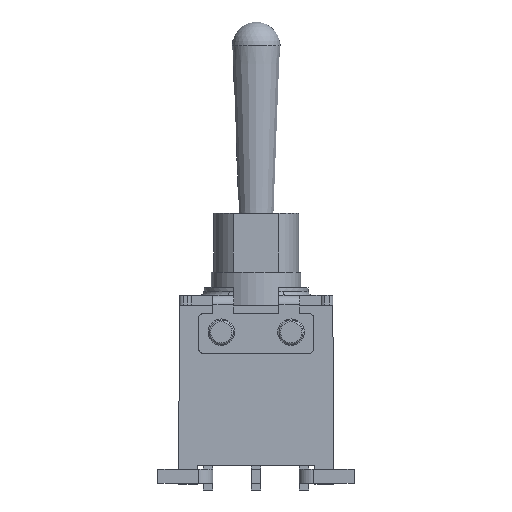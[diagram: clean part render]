
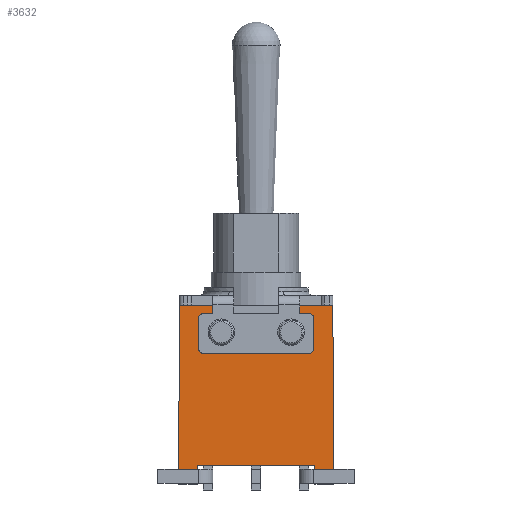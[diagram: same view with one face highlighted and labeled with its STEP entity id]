
A CAD part, left-side view. The second image highlights one B-rep face of the part: STEP entity #3632.
In plain terms, the highlighted planar face has unit normal (-1, 0, 0).
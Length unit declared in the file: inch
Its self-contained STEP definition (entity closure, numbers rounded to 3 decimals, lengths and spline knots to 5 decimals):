
#2208=CARTESIAN_POINT('',(-0.11793,0.12205,0.28615));
#2209=VERTEX_POINT('',#2208);
#2216=CARTESIAN_POINT('',(-0.11793,0.12205,0.30308));
#2217=VERTEX_POINT('',#2216);
#2218=CARTESIAN_POINT('',(-0.11793,0.12205,0.30308));
#2219=DIRECTION('',(0.0,0.0,-1.0));
#2220=VECTOR('',#2219,0.01693);
#2221=LINE('',#2218,#2220);
#2222=EDGE_CURVE('',#2217,#2209,#2221,.T.);
#2253=CARTESIAN_POINT('',(-0.11793,0.30315,0.30308));
#2254=VERTEX_POINT('',#2253);
#2261=CARTESIAN_POINT('',(-0.11793,0.30315,0.28615));
#2262=VERTEX_POINT('',#2261);
#2263=CARTESIAN_POINT('',(-0.11793,0.30315,0.28615));
#2264=DIRECTION('',(0.0,0.0,1.0));
#2265=VECTOR('',#2264,0.01693);
#2266=LINE('',#2263,#2265);
#2267=EDGE_CURVE('',#2262,#2254,#2266,.T.);
#2340=CARTESIAN_POINT('',(-0.11793,0.32284,0.28615));
#2341=VERTEX_POINT('',#2340);
#2342=CARTESIAN_POINT('',(-0.11793,0.32284,0.28615));
#2343=DIRECTION('',(0.0,-1.0,0.0));
#2344=VECTOR('',#2343,0.01969);
#2345=LINE('',#2342,#2344);
#2346=EDGE_CURVE('',#2341,#2262,#2345,.T.);
#2365=CARTESIAN_POINT('',(-0.11793,0.10237,0.28615));
#2366=VERTEX_POINT('',#2365);
#2373=CARTESIAN_POINT('',(-0.11793,0.12205,0.28615));
#2374=DIRECTION('',(0.0,-1.0,0.0));
#2375=VECTOR('',#2374,0.01969);
#2376=LINE('',#2373,#2375);
#2377=EDGE_CURVE('',#2209,#2366,#2376,.T.);
#2388=CARTESIAN_POINT('',(-0.11793,0.09252,0.27631));
#2389=VERTEX_POINT('',#2388);
#2396=CARTESIAN_POINT('',(-0.11793,0.10237,0.27631));
#2397=DIRECTION('',(1.0,0.0,0.0));
#2398=DIRECTION('',(0.0,1.0,0.0));
#2399=AXIS2_PLACEMENT_3D('',#2396,#2397,#2398);
#2400=CIRCLE('',#2399,0.00984);
#2401=EDGE_CURVE('',#2366,#2389,#2400,.T.);
#2413=CARTESIAN_POINT('',(-0.11793,0.09252,0.21253));
#2414=VERTEX_POINT('',#2413);
#2421=CARTESIAN_POINT('',(-0.11793,0.09252,0.27631));
#2422=DIRECTION('',(0.0,0.0,-1.0));
#2423=VECTOR('',#2422,0.06378);
#2424=LINE('',#2421,#2423);
#2425=EDGE_CURVE('',#2389,#2414,#2424,.T.);
#2437=CARTESIAN_POINT('',(-0.11793,0.10237,0.20268));
#2438=VERTEX_POINT('',#2437);
#2445=CARTESIAN_POINT('',(-0.11793,0.10237,0.21253));
#2446=DIRECTION('',(1.0,0.0,0.0));
#2447=DIRECTION('',(0.0,0.0,1.0));
#2448=AXIS2_PLACEMENT_3D('',#2445,#2446,#2447);
#2449=CIRCLE('',#2448,0.00984);
#2450=EDGE_CURVE('',#2414,#2438,#2449,.T.);
#2462=CARTESIAN_POINT('',(-0.11793,0.32284,0.20268));
#2463=VERTEX_POINT('',#2462);
#2470=CARTESIAN_POINT('',(-0.11793,0.10237,0.20268));
#2471=DIRECTION('',(0.0,1.0,0.0));
#2472=VECTOR('',#2471,0.22047);
#2473=LINE('',#2470,#2472);
#2474=EDGE_CURVE('',#2438,#2463,#2473,.T.);
#2486=CARTESIAN_POINT('',(-0.11793,0.33268,0.21253));
#2487=VERTEX_POINT('',#2486);
#2494=CARTESIAN_POINT('',(-0.11793,0.32284,0.21253));
#2495=DIRECTION('',(1.0,0.0,0.0));
#2496=DIRECTION('',(0.0,-1.0,0.0));
#2497=AXIS2_PLACEMENT_3D('',#2494,#2495,#2496);
#2498=CIRCLE('',#2497,0.00984);
#2499=EDGE_CURVE('',#2463,#2487,#2498,.T.);
#2511=CARTESIAN_POINT('',(-0.11793,0.33268,0.27631));
#2512=VERTEX_POINT('',#2511);
#2519=CARTESIAN_POINT('',(-0.11793,0.33268,0.21253));
#2520=DIRECTION('',(0.0,0.0,1.0));
#2521=VECTOR('',#2520,0.06378);
#2522=LINE('',#2519,#2521);
#2523=EDGE_CURVE('',#2487,#2512,#2522,.T.);
#2536=CARTESIAN_POINT('',(-0.11793,0.32284,0.27631));
#2537=DIRECTION('',(1.0,0.0,0.0));
#2538=DIRECTION('',(0.0,0.0,-1.0));
#2539=AXIS2_PLACEMENT_3D('',#2536,#2537,#2538);
#2540=CIRCLE('',#2539,0.00984);
#2541=EDGE_CURVE('',#2512,#2341,#2540,.T.);
#2862=CARTESIAN_POINT('',(-0.11793,0.37261,0.30308));
#2863=VERTEX_POINT('',#2862);
#2870=CARTESIAN_POINT('',(-0.11793,0.37261,0.30308));
#2871=DIRECTION('',(0.0,-1.0,0.0));
#2872=VECTOR('',#2871,0.06946);
#2873=LINE('',#2870,#2872);
#2874=EDGE_CURVE('',#2863,#2254,#2873,.T.);
#2879=CARTESIAN_POINT('',(-0.11793,0.05253,0.30308));
#2880=VERTEX_POINT('',#2879);
#2881=CARTESIAN_POINT('',(-0.11793,0.12205,0.30308));
#2882=DIRECTION('',(0.0,-1.0,0.0));
#2883=VECTOR('',#2882,0.06952);
#2884=LINE('',#2881,#2883);
#2885=EDGE_CURVE('',#2217,#2880,#2884,.T.);
#3234=CARTESIAN_POINT('',(-0.11793,0.37458,-0.07054));
#3235=VERTEX_POINT('',#3234);
#3242=CARTESIAN_POINT('',(-0.11793,0.37458,-0.03117));
#3243=VERTEX_POINT('',#3242);
#3244=CARTESIAN_POINT('',(-0.11793,0.37458,-0.07054));
#3245=DIRECTION('',(0.0,0.0,1.0));
#3246=VECTOR('',#3245,0.03937);
#3247=LINE('',#3244,#3246);
#3248=EDGE_CURVE('',#3235,#3243,#3247,.T.);
#3320=CARTESIAN_POINT('',(-0.11793,0.33521,-0.07054));
#3321=VERTEX_POINT('',#3320);
#3328=CARTESIAN_POINT('',(-0.11793,0.33521,-0.07054));
#3329=DIRECTION('',(0.0,1.0,0.0));
#3330=VECTOR('',#3329,0.03937);
#3331=LINE('',#3328,#3330);
#3332=EDGE_CURVE('',#3321,#3235,#3331,.T.);
#3392=CARTESIAN_POINT('',(-0.11793,0.33521,-0.03117));
#3393=VERTEX_POINT('',#3392);
#3400=CARTESIAN_POINT('',(-0.11793,0.33521,-0.03117));
#3401=DIRECTION('',(0.0,0.0,-1.0));
#3402=VECTOR('',#3401,0.03937);
#3403=LINE('',#3400,#3402);
#3404=EDGE_CURVE('',#3393,#3321,#3403,.T.);
#3439=CARTESIAN_POINT('',(-0.11793,0.08993,-0.03117));
#3440=VERTEX_POINT('',#3439);
#3447=CARTESIAN_POINT('',(-0.11793,0.08993,-0.03117));
#3448=DIRECTION('',(0.0,1.0,0.0));
#3449=VECTOR('',#3448,0.24528);
#3450=LINE('',#3447,#3449);
#3451=EDGE_CURVE('',#3440,#3393,#3450,.T.);
#3495=CARTESIAN_POINT('',(-0.11793,0.37458,-0.03117));
#3496=DIRECTION('',(0.0,-0.006,1.));
#3497=VECTOR('',#3496,0.33425);
#3498=LINE('',#3495,#3497);
#3499=EDGE_CURVE('',#3243,#2863,#3498,.T.);
#3519=CARTESIAN_POINT('',(-0.11793,0.05056,-0.03117));
#3520=VERTEX_POINT('',#3519);
#3521=CARTESIAN_POINT('',(-0.11793,0.05253,0.30308));
#3522=DIRECTION('',(0.0,-0.006,-1.));
#3523=VECTOR('',#3522,0.33425);
#3524=LINE('',#3521,#3523);
#3525=EDGE_CURVE('',#2880,#3520,#3524,.T.);
#3544=CARTESIAN_POINT('',(-0.11793,0.08993,-0.07054));
#3545=VERTEX_POINT('',#3544);
#3552=CARTESIAN_POINT('',(-0.11793,0.08993,-0.07054));
#3553=DIRECTION('',(0.0,0.0,1.0));
#3554=VECTOR('',#3553,0.03937);
#3555=LINE('',#3552,#3554);
#3556=EDGE_CURVE('',#3545,#3440,#3555,.T.);
#3568=CARTESIAN_POINT('',(-0.11793,0.05056,-0.07054));
#3569=VERTEX_POINT('',#3568);
#3576=CARTESIAN_POINT('',(-0.11793,0.05056,-0.07054));
#3577=DIRECTION('',(0.0,1.0,0.0));
#3578=VECTOR('',#3577,0.03937);
#3579=LINE('',#3576,#3578);
#3580=EDGE_CURVE('',#3569,#3545,#3579,.T.);
#3593=CARTESIAN_POINT('',(-0.11793,0.05056,-0.03117));
#3594=DIRECTION('',(0.0,0.0,-1.0));
#3595=VECTOR('',#3594,0.03937);
#3596=LINE('',#3593,#3595);
#3597=EDGE_CURVE('',#3520,#3569,#3596,.T.);
#3603=CARTESIAN_POINT('',(-0.11793,0.03436,0.32176));
#3604=DIRECTION('',(1.0,0.0,0.0));
#3605=DIRECTION('',(0.0,0.0,-1.0));
#3606=AXIS2_PLACEMENT_3D('',#3603,#3604,#3605);
#3607=PLANE('',#3606);
#3608=ORIENTED_EDGE('',*,*,#2267,.T.);
#3609=ORIENTED_EDGE('',*,*,#2874,.F.);
#3610=ORIENTED_EDGE('',*,*,#3499,.F.);
#3611=ORIENTED_EDGE('',*,*,#3248,.F.);
#3612=ORIENTED_EDGE('',*,*,#3332,.F.);
#3613=ORIENTED_EDGE('',*,*,#3404,.F.);
#3614=ORIENTED_EDGE('',*,*,#3451,.F.);
#3615=ORIENTED_EDGE('',*,*,#3556,.F.);
#3616=ORIENTED_EDGE('',*,*,#3580,.F.);
#3617=ORIENTED_EDGE('',*,*,#3597,.F.);
#3618=ORIENTED_EDGE('',*,*,#3525,.F.);
#3619=ORIENTED_EDGE('',*,*,#2885,.F.);
#3620=ORIENTED_EDGE('',*,*,#2222,.T.);
#3621=ORIENTED_EDGE('',*,*,#2377,.T.);
#3622=ORIENTED_EDGE('',*,*,#2401,.T.);
#3623=ORIENTED_EDGE('',*,*,#2425,.T.);
#3624=ORIENTED_EDGE('',*,*,#2450,.T.);
#3625=ORIENTED_EDGE('',*,*,#2474,.T.);
#3626=ORIENTED_EDGE('',*,*,#2499,.T.);
#3627=ORIENTED_EDGE('',*,*,#2523,.T.);
#3628=ORIENTED_EDGE('',*,*,#2541,.T.);
#3629=ORIENTED_EDGE('',*,*,#2346,.T.);
#3630=EDGE_LOOP('',(#3608,#3609,#3610,#3611,#3612,#3613,#3614,#3615,#3616,#3617,#3618,#3619,#3620,#3621,#3622,#3623,#3624,#3625,#3626,#3627,#3628,#3629));
#3631=FACE_OUTER_BOUND('',#3630,.T.);
#3632=ADVANCED_FACE('',(#3631),#3607,.F.);
